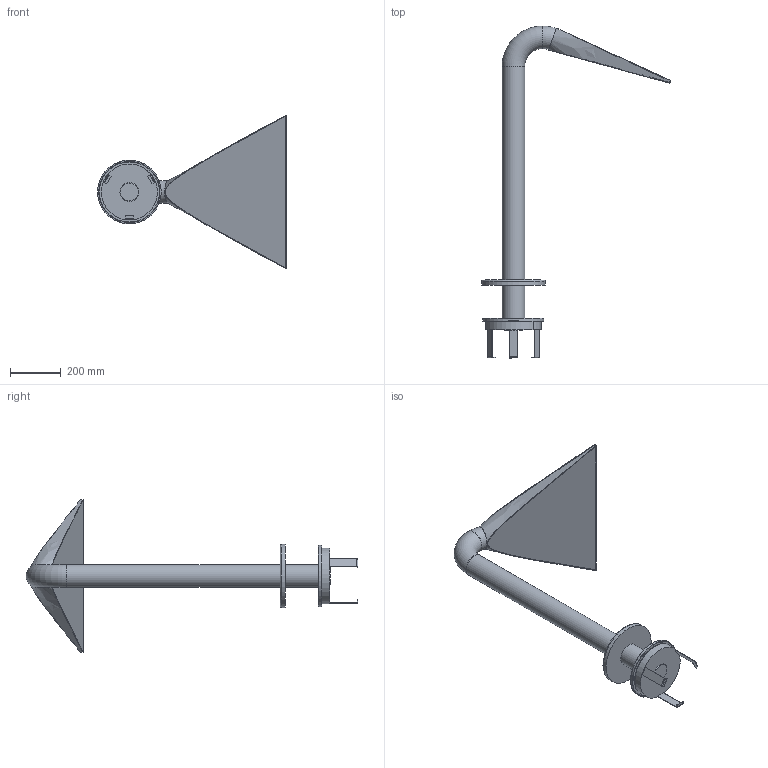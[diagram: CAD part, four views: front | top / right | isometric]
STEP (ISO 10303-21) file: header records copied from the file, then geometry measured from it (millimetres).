
FILE_DESCRIPTION (( 'STEP AP203' ), '1' );
FILE_NAME ('藏.60.STEP', '2025-03-19T13:56:17', ( '' ), ( '' ), 'SwSTEP 2.0', 'SolidWorks 2022', '' );
FILE_SCHEMA (( 'CONFIG_CONTROL_DESIGN' ));
Length unit declared in the file: millimetre
Products named in the file (1): ВГ.60
Bounding box: 741.42 x 1302.55 x 599.92 mm (x, y, z)
Volume: 4388858.7 mm3; surface area: 1863005.4 mm2
Topology: 7 solids, 15 shells, 332 faces, 770 edges, 495 vertices
Faces by surface type: plane 199, cylinder 72, cone 25, bspline 22, torus 14
Full cylindrical faces by diameter (mm): 5.2 x6, 9 x6, 10.9 x6, 15.57 x6, 16 x6, 68.1 x1, 72 x2, 74 x2, 76.1 x1, 84.9 x2, 88.9 x2, 92 x1, 216 x1, 220 x1, 240 x2, 250 x1
Entity records: 11949 total; most frequent: CARTESIAN_POINT 4863, DIRECTION 1438, ORIENTED_EDGE 1290, EDGE_CURVE 645, AXIS2_PLACEMENT_3D 542, EDGE_LOOP 476, VERTEX_POINT 447, FACE_OUTER_BOUND 390
